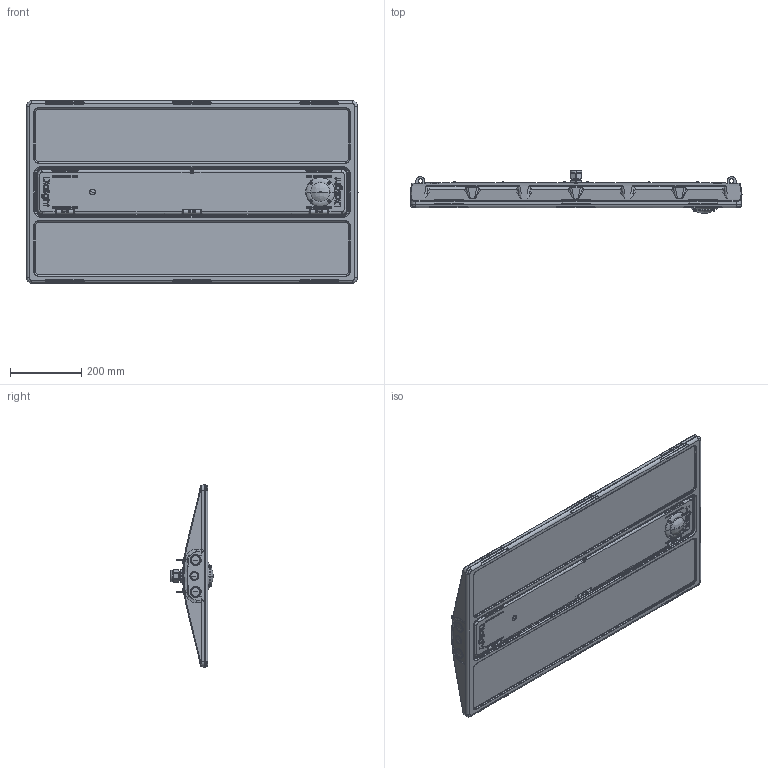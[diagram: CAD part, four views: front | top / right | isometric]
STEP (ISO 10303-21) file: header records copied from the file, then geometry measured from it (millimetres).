
FILE_DESCRIPTION((''),'2;1');
FILE_NAME('RHUXXXXXFGCXXXN','2019-07-24T',('leibw'),(''),'PRO/ENGINEER BY PARAMETRIC TECHNOLOGY CORPORATION, 2014000','PRO/ENGINEER BY PARAMETRIC TECHNOLOGY CORPORATION, 2014000','');
FILE_SCHEMA(('CONFIG_CONTROL_DESIGN'));
Products named in the file (1): RHUXXXXXFGCXXXN
Bounding box: 929.1 x 118.69 x 509.82 mm (x, y, z)
Surface area: 2259738.4 mm2 (no closed solid volume)
Topology: 0 solids, 291 shells, 2826 faces, 13187 edges, 10339 vertices
Faces by surface type: cylinder 1051, plane 780, bspline 595, torus 158, cone 142, sphere 68, extrusion 24, revolution 8
Entity records: 189388 total; most frequent: CARTESIAN_POINT 98939, ORIENTED_EDGE 17478, DIRECTION 14981, EDGE_CURVE 13140, VERTEX_POINT 10339, B_SPLINE_CURVE_WITH_KNOTS 5370, VECTOR 5077, LINE 5053
